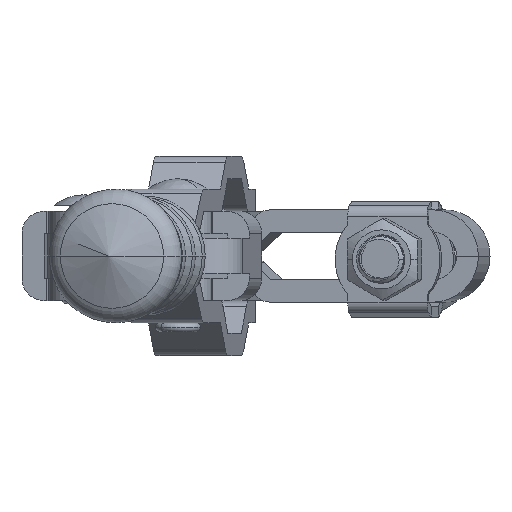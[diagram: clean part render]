
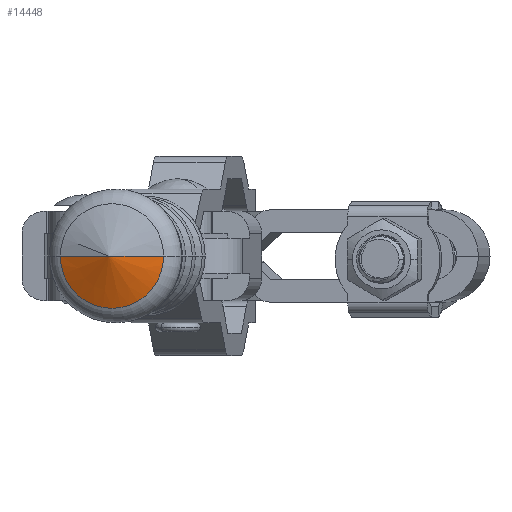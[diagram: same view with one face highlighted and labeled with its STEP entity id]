
A CAD part, left-side view. The second image highlights one B-rep face of the part: STEP entity #14448.
In plain terms, the highlighted conical face has half-angle 69.671 degrees and reference radius 7.034 mm.
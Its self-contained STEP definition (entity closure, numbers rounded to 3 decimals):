
#13013 = VERTEX_POINT ( 'NONE', #18702 ) ;
#14368 = VERTEX_POINT ( 'NONE', #22449 ) ;
#14373 = EDGE_LOOP ( 'NONE', ( #14424, #14423, #14429 ) ) ;
#14423 = ORIENTED_EDGE ( 'NONE', *, *, #14425, .T. ) ;
#14424 = ORIENTED_EDGE ( 'NONE', *, *, #14437, .F. ) ;
#14425 = EDGE_CURVE ( 'NONE', #14368, #13013, #22585, .T. ) ;
#14428 = EDGE_CURVE ( 'NONE', #13013, #14439, #22581, .T. ) ;
#14429 = ORIENTED_EDGE ( 'NONE', *, *, #14428, .T. ) ;
#14437 = EDGE_CURVE ( 'NONE', #14368, #14439, #22614, .T. ) ;
#14439 = VERTEX_POINT ( 'NONE', #22627 ) ;
#14448 = ADVANCED_FACE ( 'NONE', ( #22594 ), #22652, .T. ) ;
#18702 = CARTESIAN_POINT ( 'NONE',  ( -35.548, -7.034, 0. ) ) ;
#22449 = CARTESIAN_POINT ( 'NONE',  ( -38.154, 0., 0. ) ) ;
#22540 = CARTESIAN_POINT ( 'NONE',  ( -35.548, 0., 0. ) ) ;
#22574 = DIRECTION ( 'NONE',  ( 0., -1., 0. ) ) ;
#22575 = DIRECTION ( 'NONE',  ( -1., 0., 0. ) ) ;
#22576 = AXIS2_PLACEMENT_3D ( 'NONE', #22540, #22575, #22574 ) ;
#22579 = DIRECTION ( 'NONE',  ( 0.347, -0.938, 0. ) ) ;
#22581 = CIRCLE ( 'NONE', #22576, 7.034 ) ;
#22583 = VECTOR ( 'NONE', #22579, 1000. ) ;
#22584 = CARTESIAN_POINT ( 'NONE',  ( -35.548, -7.034, 0. ) ) ;
#22585 = LINE ( 'NONE', #22584, #22583 ) ;
#22594 = FACE_OUTER_BOUND ( 'NONE', #14373, .T. ) ;
#22600 = CARTESIAN_POINT ( 'NONE',  ( -35.548, 0., 0. ) ) ;
#22610 = DIRECTION ( 'NONE',  ( 0.347, 0.938, 0. ) ) ;
#22611 = VECTOR ( 'NONE', #22610, 1000. ) ;
#22612 = CARTESIAN_POINT ( 'NONE',  ( -35.548, 7.034, 0. ) ) ;
#22614 = LINE ( 'NONE', #22612, #22611 ) ;
#22627 = CARTESIAN_POINT ( 'NONE',  ( -35.548, 7.034, 0. ) ) ;
#22649 = DIRECTION ( 'NONE',  ( 0., 1., 0. ) ) ;
#22650 = DIRECTION ( 'NONE',  ( 1., 0., 0. ) ) ;
#22651 = AXIS2_PLACEMENT_3D ( 'NONE', #22600, #22650, #22649 ) ;
#22652 = CONICAL_SURFACE ( 'NONE', #22651, 7.034, 1.216 ) ;
